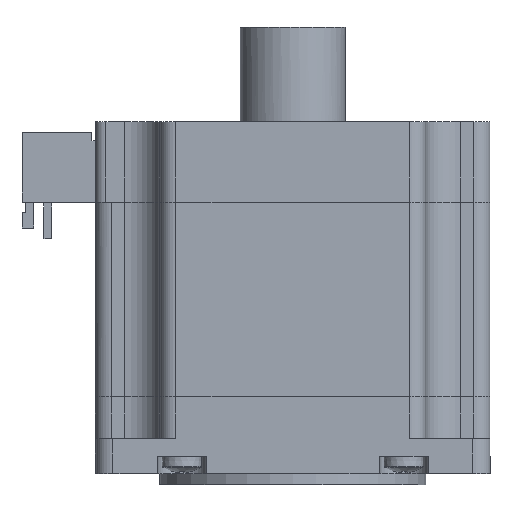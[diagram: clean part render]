
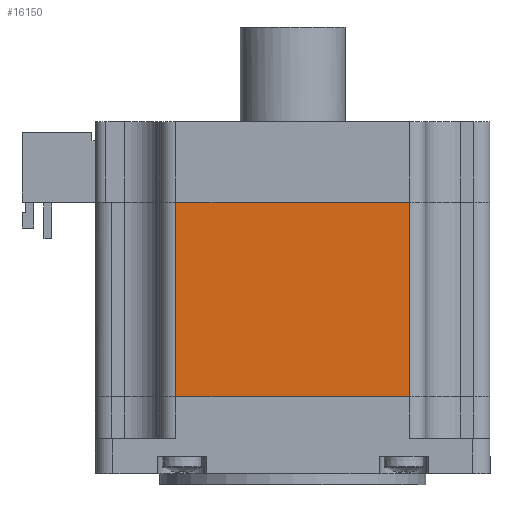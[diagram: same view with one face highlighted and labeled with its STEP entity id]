
A CAD part, front view. The second image highlights one B-rep face of the part: STEP entity #16150.
In plain terms, the highlighted planar face has unit normal (0, -1, 0).
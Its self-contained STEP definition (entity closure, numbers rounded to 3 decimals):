
#16111=CARTESIAN_POINT('',(-16.7,-28.2,11.0));
#16112=DIRECTION('',(0.0,-1.0,0.0));
#16113=DIRECTION('',(0.0,0.0,1.0));
#16114=AXIS2_PLACEMENT_3D('',#16111,#16112,#16113);
#16115=PLANE('',#16114);
#16116=CARTESIAN_POINT('',(-16.7,-28.2,11.0));
#16117=VERTEX_POINT('',#16116);
#16118=CARTESIAN_POINT('',(16.7,-28.2,11.0));
#16119=VERTEX_POINT('',#16118);
#16120=CARTESIAN_POINT('',(-16.7,-28.2,11.0));
#16121=DIRECTION('',(1.0,0.0,0.0));
#16122=VECTOR('',#16121,33.4);
#16123=LINE('',#16120,#16122);
#16124=EDGE_CURVE('',#16117,#16119,#16123,.T.);
#16125=ORIENTED_EDGE('',*,*,#16124,.T.);
#16126=CARTESIAN_POINT('',(16.7,-28.2,38.8));
#16127=VERTEX_POINT('',#16126);
#16128=CARTESIAN_POINT('',(16.7,-28.2,11.0));
#16129=DIRECTION('',(0.0,0.0,1.0));
#16130=VECTOR('',#16129,27.8);
#16131=LINE('',#16128,#16130);
#16132=EDGE_CURVE('',#16119,#16127,#16131,.T.);
#16133=ORIENTED_EDGE('',*,*,#16132,.T.);
#16134=CARTESIAN_POINT('',(-16.7,-28.2,38.8));
#16135=VERTEX_POINT('',#16134);
#16136=CARTESIAN_POINT('',(16.7,-28.2,38.8));
#16137=DIRECTION('',(-1.0,0.0,0.0));
#16138=VECTOR('',#16137,33.4);
#16139=LINE('',#16136,#16138);
#16140=EDGE_CURVE('',#16127,#16135,#16139,.T.);
#16141=ORIENTED_EDGE('',*,*,#16140,.T.);
#16142=CARTESIAN_POINT('',(-16.7,-28.2,11.0));
#16143=DIRECTION('',(0.0,0.0,1.0));
#16144=VECTOR('',#16143,27.8);
#16145=LINE('',#16142,#16144);
#16146=EDGE_CURVE('',#16117,#16135,#16145,.T.);
#16147=ORIENTED_EDGE('',*,*,#16146,.F.);
#16148=EDGE_LOOP('',(#16125,#16133,#16141,#16147));
#16149=FACE_OUTER_BOUND('',#16148,.T.);
#16150=ADVANCED_FACE('',(#16149),#16115,.T.);
